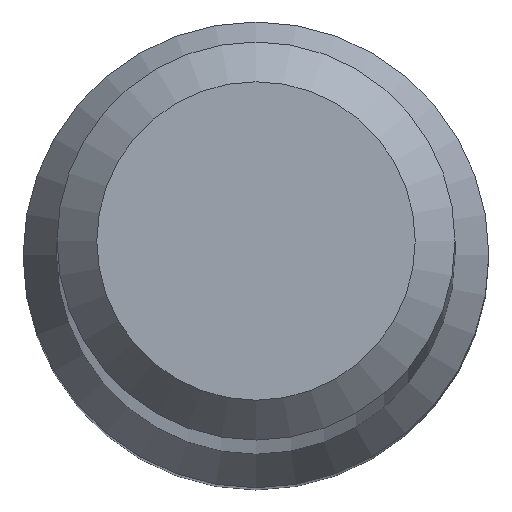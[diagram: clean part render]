
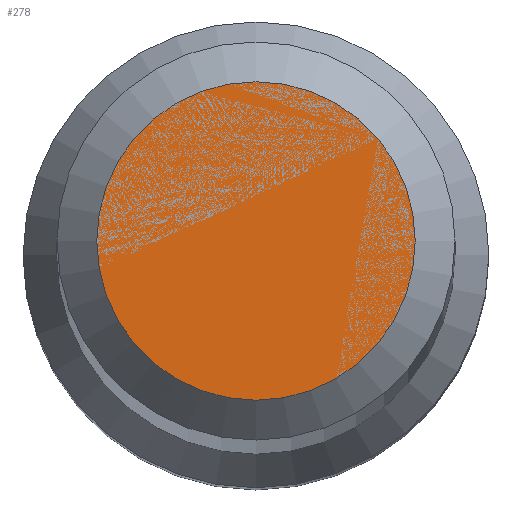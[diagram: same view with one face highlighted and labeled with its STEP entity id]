
A CAD part, top view. The second image highlights one B-rep face of the part: STEP entity #278.
In plain terms, the highlighted planar face has unit normal (0, 0, 1).
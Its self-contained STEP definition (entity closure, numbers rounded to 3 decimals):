
#3 = DIRECTION ( 'NONE',  ( 0., 0., -1. ) ) ;
#11 = DIRECTION ( 'NONE',  ( 0., 1., 0. ) ) ;
#14 = CIRCLE ( 'NONE', #186, 1.2 ) ;
#29 = DIRECTION ( 'NONE',  ( 0., 0., -1. ) ) ;
#53 = CARTESIAN_POINT ( 'NONE',  ( 0., 1.2, 70. ) ) ;
#61 = EDGE_LOOP ( 'NONE', ( #174 ) ) ;
#100 = FACE_OUTER_BOUND ( 'NONE', #61, .T. ) ;
#147 = CARTESIAN_POINT ( 'NONE',  ( 0., 0., 70. ) ) ;
#172 = PLANE ( 'NONE',  #198 ) ;
#174 = ORIENTED_EDGE ( 'NONE', *, *, #255, .F. ) ;
#186 = AXIS2_PLACEMENT_3D ( 'NONE', #212, #3, #11 ) ;
#198 = AXIS2_PLACEMENT_3D ( 'NONE', #147, #29, #287 ) ;
#212 = CARTESIAN_POINT ( 'NONE',  ( 0., 0., 70. ) ) ;
#241 = VERTEX_POINT ( 'NONE', #53 ) ;
#255 = EDGE_CURVE ( 'NONE', #241, #241, #14, .T. ) ;
#278 = ADVANCED_FACE ( 'NONE', ( #100 ), #172, .F. ) ;
#287 = DIRECTION ( 'NONE',  ( 0., 1., 0. ) ) ;
